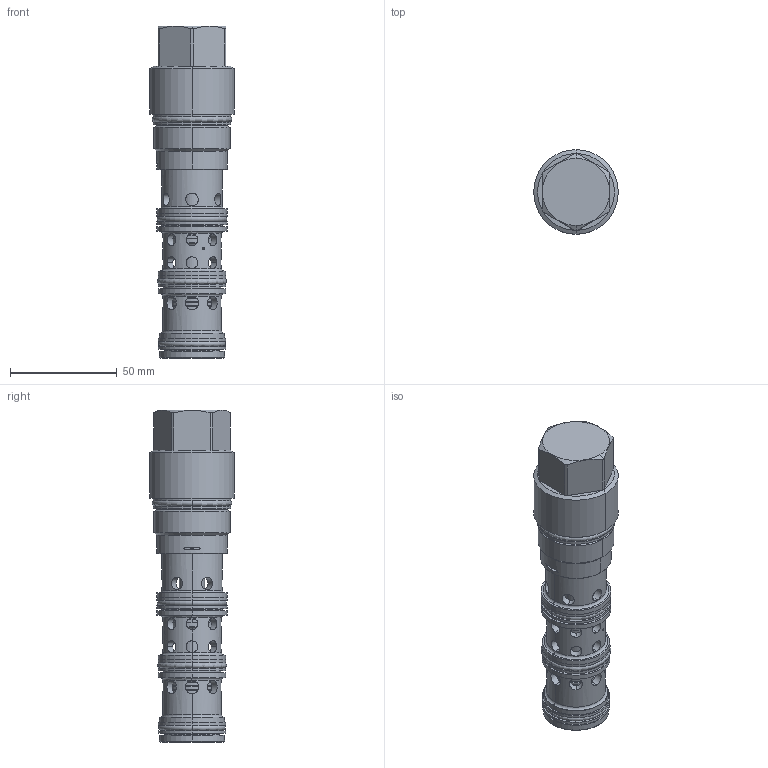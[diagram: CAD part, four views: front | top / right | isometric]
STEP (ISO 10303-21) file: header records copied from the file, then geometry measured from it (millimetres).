
FILE_DESCRIPTION((''),'2;1');
FILE_NAME('DSGX-XCN_PRT','2007-07-12T',('Administrator'),(''),'PRO/ENGINEER BY PARAMETRIC TECHNOLOGY CORPORATION, 2006240','PRO/ENGINEER BY PARAMETRIC TECHNOLOGY CORPORATION, 2006240','');
FILE_SCHEMA(('CONFIG_CONTROL_DESIGN'));
Length unit declared in the file: inch
Products named in the file (1): DSGX-XCN_PRT
Bounding box: 39.6 x 39.6 x 155.63 mm (x, y, z)
Surface area: 45575.4 mm2 (no closed solid volume)
Topology: 0 solids, 11 shells, 524 faces, 1366 edges, 795 vertices
Faces by surface type: cylinder 288, torus 99, plane 77, cone 46, revolution 14
Entity records: 19375 total; most frequent: CARTESIAN_POINT 6567, DIRECTION 2728, ORIENTED_EDGE 2724, EDGE_CURVE 1362, AXIS2_PLACEMENT_3D 1223, VERTEX_POINT 795, CIRCLE 713, EDGE_LOOP 611
